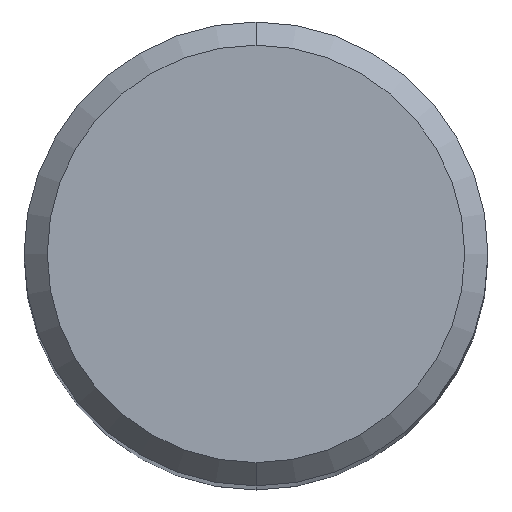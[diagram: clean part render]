
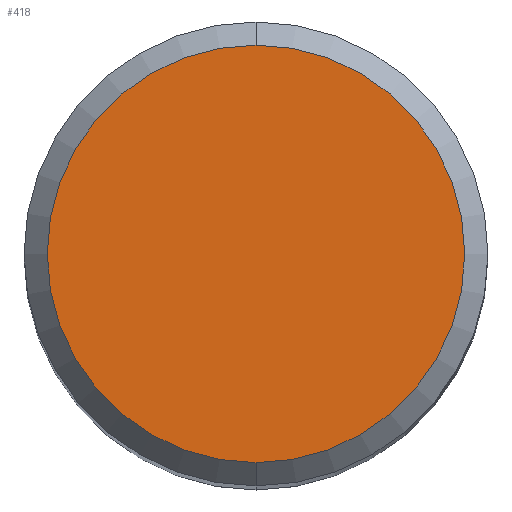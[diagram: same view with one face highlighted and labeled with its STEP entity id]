
A CAD part, top view. The second image highlights one B-rep face of the part: STEP entity #418.
In plain terms, the highlighted planar face has unit normal (0, 0, 1).
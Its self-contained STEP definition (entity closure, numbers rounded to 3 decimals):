
#268=EDGE_CURVE('',#302,#320,#578,.T.);
#302=VERTEX_POINT('',#614);
#320=VERTEX_POINT('',#636);
#418=ADVANCED_FACE('',(#746),#747,.T.);
#448=EDGE_CURVE('',#320,#302,#779,.T.);
#578=CIRCLE('',#1021,5.4);
#614=CARTESIAN_POINT('',(0.0,5.4,0.0));
#636=CARTESIAN_POINT('',(0.,-5.4,0.0));
#746=FACE_OUTER_BOUND('',#1388,.T.);
#747=PLANE('',#1389);
#779=CIRCLE('',#1462,5.4);
#1021=AXIS2_PLACEMENT_3D('',#1607,#1608,#1609);
#1388=EDGE_LOOP('',(#1798,#1799));
#1389=AXIS2_PLACEMENT_3D('',#1800,#1801,#1802);
#1462=AXIS2_PLACEMENT_3D('',#1829,#1830,#1831);
#1607=CARTESIAN_POINT('',(0.0,0.0,0.0));
#1608=DIRECTION('',(0.0,0.0,-1.0));
#1609=DIRECTION('',(0.0,1.0,0.0));
#1798=ORIENTED_EDGE('',*,*,#268,.F.);
#1799=ORIENTED_EDGE('',*,*,#448,.F.);
#1800=CARTESIAN_POINT('',(0.0,2.7,0.0));
#1801=DIRECTION('',(-0.0,0.0,1.0));
#1802=DIRECTION('',(0.0,-1.0,0.0));
#1829=CARTESIAN_POINT('',(0.0,0.0,0.0));
#1830=DIRECTION('',(0.0,0.0,-1.0));
#1831=DIRECTION('',(0.0,1.0,0.0));
